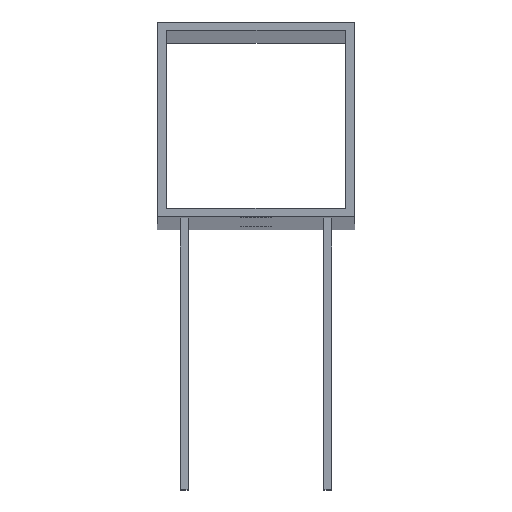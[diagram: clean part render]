
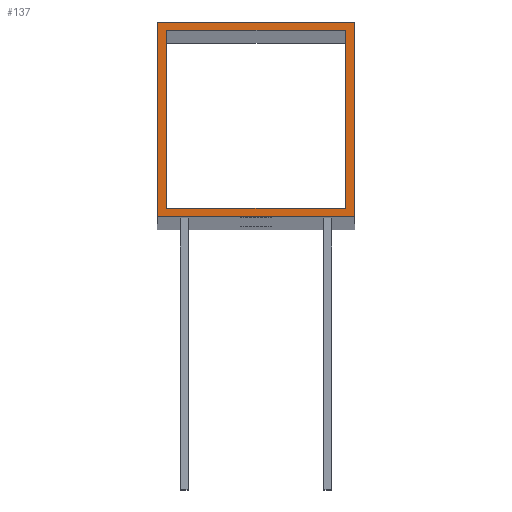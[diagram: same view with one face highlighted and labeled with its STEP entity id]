
A CAD part, top view. The second image highlights one B-rep face of the part: STEP entity #137.
In plain terms, the highlighted planar face has unit normal (0, 0, 1).
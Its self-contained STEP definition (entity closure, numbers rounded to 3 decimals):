
#4 = VERTEX_POINT ( 'NONE', #20 ) ;
#20 = CARTESIAN_POINT ( 'NONE',  ( -22.93, -22.932, 1939.1 ) ) ;
#36 = CARTESIAN_POINT ( 'NONE',  ( -22.93, 22.932, 1939.1 ) ) ;
#37 = LINE ( 'NONE', #725, #61 ) ;
#61 = VECTOR ( 'NONE', #1077, 1000. ) ;
#89 = DIRECTION ( 'NONE',  ( 0., -1., 0. ) ) ;
#97 = DIRECTION ( 'NONE',  ( 0., 0., 1. ) ) ;
#101 = CARTESIAN_POINT ( 'NONE',  ( 25.4, 0., 1939.1 ) ) ;
#107 = CARTESIAN_POINT ( 'NONE',  ( 25.4, -25.04, 1939.1 ) ) ;
#136 = VERTEX_POINT ( 'NONE', #533 ) ;
#137 = ADVANCED_FACE ( 'NONE', ( #953, #553 ), #1047, .T. ) ;
#174 = ORIENTED_EDGE ( 'NONE', *, *, #962, .T. ) ;
#192 = CARTESIAN_POINT ( 'NONE',  ( 0., 22.932, 1939.1 ) ) ;
#202 = DIRECTION ( 'NONE',  ( 0., -1., 0. ) ) ;
#203 = EDGE_CURVE ( 'NONE', #136, #1072, #947, .T. ) ;
#207 = VERTEX_POINT ( 'NONE', #865 ) ;
#214 = VECTOR ( 'NONE', #437, 1000. ) ;
#216 = VERTEX_POINT ( 'NONE', #36 ) ;
#227 = CARTESIAN_POINT ( 'NONE',  ( 0., -25.04, 1939.1 ) ) ;
#237 = EDGE_CURVE ( 'NONE', #136, #847, #37, .T. ) ;
#333 = CARTESIAN_POINT ( 'NONE',  ( -25.4, -25.04, 1939.1 ) ) ;
#387 = EDGE_CURVE ( 'NONE', #634, #207, #443, .T. ) ;
#411 = EDGE_CURVE ( 'NONE', #634, #216, #626, .T. ) ;
#433 = DIRECTION ( 'NONE',  ( 0., -1., 0. ) ) ;
#437 = DIRECTION ( 'NONE',  ( -1., 0., 0. ) ) ;
#443 = LINE ( 'NONE', #857, #760 ) ;
#464 = LINE ( 'NONE', #101, #758 ) ;
#467 = EDGE_CURVE ( 'NONE', #207, #4, #1057, .T. ) ;
#475 = EDGE_LOOP ( 'NONE', ( #568, #1038, #174, #504 ) ) ;
#483 = EDGE_CURVE ( 'NONE', #1072, #598, #464, .T. ) ;
#487 = ORIENTED_EDGE ( 'NONE', *, *, #727, .F. ) ;
#493 = ORIENTED_EDGE ( 'NONE', *, *, #411, .F. ) ;
#504 = ORIENTED_EDGE ( 'NONE', *, *, #483, .F. ) ;
#506 = VECTOR ( 'NONE', #528, 1000. ) ;
#528 = DIRECTION ( 'NONE',  ( 1., 0., 0. ) ) ;
#531 = CARTESIAN_POINT ( 'NONE',  ( 0., -22.932, 1939.1 ) ) ;
#533 = CARTESIAN_POINT ( 'NONE',  ( -25.4, 25.04, 1939.1 ) ) ;
#553 = FACE_BOUND ( 'NONE', #749, .T. ) ;
#568 = ORIENTED_EDGE ( 'NONE', *, *, #203, .F. ) ;
#598 = VERTEX_POINT ( 'NONE', #107 ) ;
#609 = DIRECTION ( 'NONE',  ( -1., 0., 0. ) ) ;
#617 = VECTOR ( 'NONE', #433, 1000. ) ;
#626 = LINE ( 'NONE', #192, #214 ) ;
#634 = VERTEX_POINT ( 'NONE', #808 ) ;
#641 = CARTESIAN_POINT ( 'NONE',  ( 0., 0., 1939.1 ) ) ;
#655 = CARTESIAN_POINT ( 'NONE',  ( 25.4, 25.04, 1939.1 ) ) ;
#656 = VECTOR ( 'NONE', #609, 1000. ) ;
#725 = CARTESIAN_POINT ( 'NONE',  ( -25.4, 0., 1939.1 ) ) ;
#727 = EDGE_CURVE ( 'NONE', #216, #4, #842, .T. ) ;
#749 = EDGE_LOOP ( 'NONE', ( #970, #487, #493, #954 ) ) ;
#758 = VECTOR ( 'NONE', #202, 1000. ) ;
#760 = VECTOR ( 'NONE', #89, 1000. ) ;
#801 = CARTESIAN_POINT ( 'NONE',  ( 0., 25.04, 1939.1 ) ) ;
#808 = CARTESIAN_POINT ( 'NONE',  ( 22.93, 22.932, 1939.1 ) ) ;
#810 = DIRECTION ( 'NONE',  ( 1., 0., 0. ) ) ;
#830 = AXIS2_PLACEMENT_3D ( 'NONE', #641, #97, #810 ) ;
#842 = LINE ( 'NONE', #933, #617 ) ;
#847 = VERTEX_POINT ( 'NONE', #333 ) ;
#848 = DIRECTION ( 'NONE',  ( 1., 0., 0. ) ) ;
#857 = CARTESIAN_POINT ( 'NONE',  ( 22.93, 0., 1939.1 ) ) ;
#865 = CARTESIAN_POINT ( 'NONE',  ( 22.93, -22.932, 1939.1 ) ) ;
#933 = CARTESIAN_POINT ( 'NONE',  ( -22.93, 22.932, 1939.1 ) ) ;
#947 = LINE ( 'NONE', #801, #506 ) ;
#953 = FACE_OUTER_BOUND ( 'NONE', #475, .T. ) ;
#954 = ORIENTED_EDGE ( 'NONE', *, *, #387, .T. ) ;
#962 = EDGE_CURVE ( 'NONE', #847, #598, #1015, .T. ) ;
#970 = ORIENTED_EDGE ( 'NONE', *, *, #467, .T. ) ;
#994 = VECTOR ( 'NONE', #848, 1000. ) ;
#1015 = LINE ( 'NONE', #227, #994 ) ;
#1038 = ORIENTED_EDGE ( 'NONE', *, *, #237, .T. ) ;
#1047 = PLANE ( 'NONE',  #830 ) ;
#1057 = LINE ( 'NONE', #531, #656 ) ;
#1072 = VERTEX_POINT ( 'NONE', #655 ) ;
#1077 = DIRECTION ( 'NONE',  ( 0., -1., 0. ) ) ;
